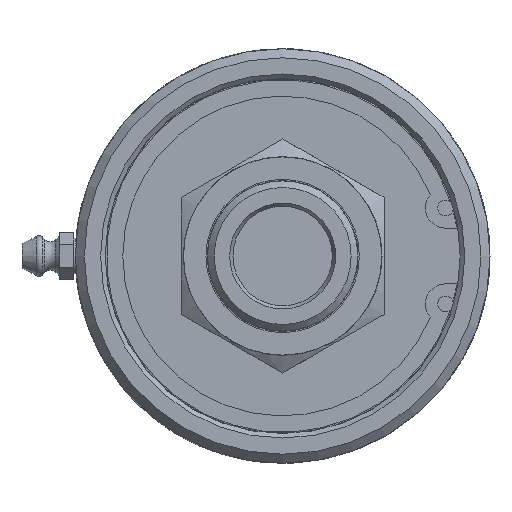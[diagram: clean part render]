
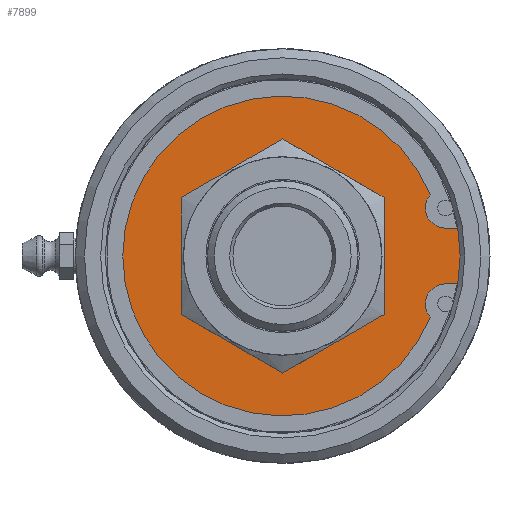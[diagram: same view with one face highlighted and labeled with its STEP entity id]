
A CAD part, left-side view. The second image highlights one B-rep face of the part: STEP entity #7899.
In plain terms, the highlighted planar face has unit normal (-1, 0, 0).
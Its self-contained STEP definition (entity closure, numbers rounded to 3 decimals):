
#71=FACE_BOUND('',#2669,.T.);
#736=LINE('',#48220,#1185);
#741=LINE('',#48232,#1190);
#1185=VECTOR('',#9973,10.);
#1190=VECTOR('',#9982,10.);
#2189=FACE_OUTER_BOUND('',#2668,.T.);
#2668=EDGE_LOOP('',(#6966,#6967,#6968,#6969,#6970,#6971));
#2669=EDGE_LOOP('',(#6972,#6973));
#2983=CIRCLE('',#8475,3.556);
#2985=CIRCLE('',#8478,28.142);
#2987=CIRCLE('',#8481,3.556);
#2994=CIRCLE('',#8493,33.45);
#2995=CIRCLE('',#8496,17.5);
#2996=CIRCLE('',#8497,17.5);
#3729=VERTEX_POINT('',#48217);
#3730=VERTEX_POINT('',#48219);
#3734=VERTEX_POINT('',#48229);
#3735=VERTEX_POINT('',#48231);
#3736=VERTEX_POINT('',#48235);
#3738=VERTEX_POINT('',#48241);
#3741=VERTEX_POINT('',#48263);
#3742=VERTEX_POINT('',#48264);
#4826=EDGE_CURVE('',#3730,#3729,#736,.T.);
#4832=EDGE_CURVE('',#3735,#3734,#741,.T.);
#4834=EDGE_CURVE('',#3734,#3736,#2983,.T.);
#4837=EDGE_CURVE('',#3736,#3738,#2985,.T.);
#4840=EDGE_CURVE('',#3738,#3730,#2987,.T.);
#4847=EDGE_CURVE('',#3729,#3735,#2994,.T.);
#4848=EDGE_CURVE('',#3741,#3742,#2995,.T.);
#4849=EDGE_CURVE('',#3742,#3741,#2996,.T.);
#6966=ORIENTED_EDGE('',*,*,#4832,.T.);
#6967=ORIENTED_EDGE('',*,*,#4834,.T.);
#6968=ORIENTED_EDGE('',*,*,#4837,.T.);
#6969=ORIENTED_EDGE('',*,*,#4840,.T.);
#6970=ORIENTED_EDGE('',*,*,#4826,.T.);
#6971=ORIENTED_EDGE('',*,*,#4847,.T.);
#6972=ORIENTED_EDGE('',*,*,#4848,.T.);
#6973=ORIENTED_EDGE('',*,*,#4849,.T.);
#7518=PLANE('',#8495);
#7899=ADVANCED_FACE('',(#2189,#71),#7518,.F.);
#8475=AXIS2_PLACEMENT_3D('',#48236,#9986,#9987);
#8478=AXIS2_PLACEMENT_3D('',#48242,#9993,#9994);
#8481=AXIS2_PLACEMENT_3D('',#48247,#10000,#10001);
#8493=AXIS2_PLACEMENT_3D('',#48260,#10024,#10025);
#8495=AXIS2_PLACEMENT_3D('',#48262,#10028,#10029);
#8496=AXIS2_PLACEMENT_3D('',#48265,#10030,#10031);
#8497=AXIS2_PLACEMENT_3D('',#48266,#10032,#10033);
#9973=DIRECTION('',(0.,-1.,0.));
#9982=DIRECTION('',(0.,1.,0.));
#9986=DIRECTION('center_axis',(1.,0.,0.));
#9987=DIRECTION('ref_axis',(0.,0.754,0.657));
#9993=DIRECTION('center_axis',(-1.,0.,0.));
#9994=DIRECTION('ref_axis',(0.,0.924,-0.384));
#10000=DIRECTION('center_axis',(1.,0.,0.));
#10001=DIRECTION('ref_axis',(0.,0.,1.));
#10024=DIRECTION('center_axis',(-1.,0.,0.));
#10025=DIRECTION('ref_axis',(0.,1.,0.));
#10028=DIRECTION('center_axis',(1.,0.,0.));
#10029=DIRECTION('ref_axis',(0.,0.,-1.));
#10030=DIRECTION('center_axis',(1.,0.,0.));
#10031=DIRECTION('ref_axis',(0.,1.,0.));
#10032=DIRECTION('center_axis',(1.,0.,0.));
#10033=DIRECTION('ref_axis',(0.,1.,0.));
#48217=CARTESIAN_POINT('',(4.775,-33.089,-4.902));
#48219=CARTESIAN_POINT('',(4.775,-28.672,-4.902));
#48220=CARTESIAN_POINT('',(4.775,-4.407,-4.902));
#48229=CARTESIAN_POINT('',(4.775,-28.672,4.902));
#48231=CARTESIAN_POINT('',(4.775,-33.089,4.902));
#48232=CARTESIAN_POINT('',(4.775,-2.199,4.902));
#48235=CARTESIAN_POINT('',(4.775,-25.99,10.793));
#48236=CARTESIAN_POINT('Origin',(4.775,-28.672,8.458));
#48241=CARTESIAN_POINT('',(4.775,-25.99,-10.793));
#48242=CARTESIAN_POINT('Origin',(4.775,0.,0.));
#48247=CARTESIAN_POINT('Origin',(4.775,-28.672,-8.458));
#48260=CARTESIAN_POINT('Origin',(4.775,0.,0.));
#48262=CARTESIAN_POINT('Origin',(4.775,24.275,0.));
#48263=CARTESIAN_POINT('',(4.775,17.5,0.));
#48264=CARTESIAN_POINT('',(4.775,-17.5,0.));
#48265=CARTESIAN_POINT('Origin',(4.775,0.,0.));
#48266=CARTESIAN_POINT('Origin',(4.775,0.,0.));
